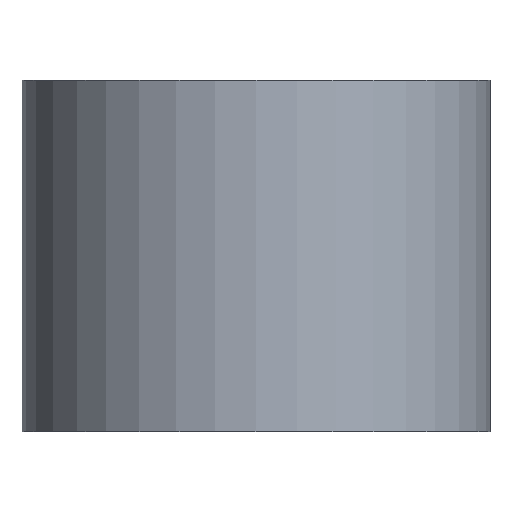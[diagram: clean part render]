
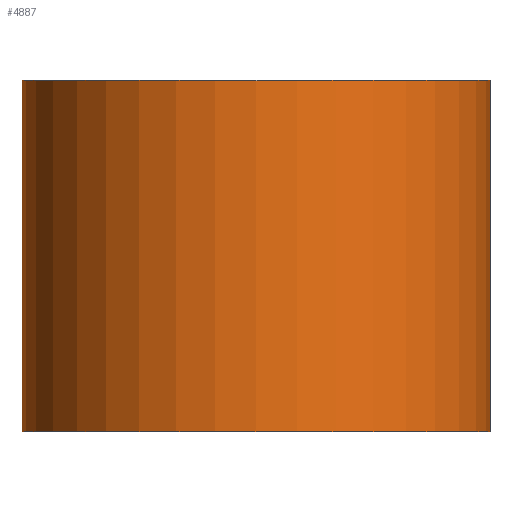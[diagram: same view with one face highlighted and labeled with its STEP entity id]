
A CAD part, front view. The second image highlights one B-rep face of the part: STEP entity #4887.
In plain terms, the highlighted cylindrical face has radius 11 mm (diameter 22 mm), a partial arc.
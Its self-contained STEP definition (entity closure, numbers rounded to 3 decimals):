
#208 = CARTESIAN_POINT ( 'NONE',  ( 0., 0., -30.75 ) ) ;
#338 = AXIS2_PLACEMENT_3D ( 'NONE', #4496, #353, #2195 ) ;
#353 = DIRECTION ( 'NONE',  ( 0., 0., 1. ) ) ;
#769 = LINE ( 'NONE', #2607, #5267 ) ;
#801 = FACE_OUTER_BOUND ( 'NONE', #4847, .T. ) ;
#836 = CARTESIAN_POINT ( 'NONE',  ( 11., 0., -61.863 ) ) ;
#890 = CARTESIAN_POINT ( 'NONE',  ( 11., 0., -14.25 ) ) ;
#1196 = DIRECTION ( 'NONE',  ( 1., 0., 0. ) ) ;
#1424 = VERTEX_POINT ( 'NONE', #890 ) ;
#1495 = ORIENTED_EDGE ( 'NONE', *, *, #5146, .F. ) ;
#1681 = AXIS2_PLACEMENT_3D ( 'NONE', #208, #2046, #3896 ) ;
#2046 = DIRECTION ( 'NONE',  ( 0., 0., 1. ) ) ;
#2195 = DIRECTION ( 'NONE',  ( 1., 0., 0. ) ) ;
#2369 = CARTESIAN_POINT ( 'NONE',  ( 11., 0., -30.75 ) ) ;
#2606 = VERTEX_POINT ( 'NONE', #4144 ) ;
#2607 = CARTESIAN_POINT ( 'NONE',  ( -11., 0., -61.863 ) ) ;
#2643 = CYLINDRICAL_SURFACE ( 'NONE', #338, 11. ) ;
#2673 = DIRECTION ( 'NONE',  ( 0., 0., 1. ) ) ;
#2832 = ORIENTED_EDGE ( 'NONE', *, *, #4953, .T. ) ;
#2843 = AXIS2_PLACEMENT_3D ( 'NONE', #3492, #5348, #1196 ) ;
#2887 = VERTEX_POINT ( 'NONE', #2369 ) ;
#2911 = ORIENTED_EDGE ( 'NONE', *, *, #5761, .F. ) ;
#3092 = CARTESIAN_POINT ( 'NONE',  ( -11., 0., -14.25 ) ) ;
#3492 = CARTESIAN_POINT ( 'NONE',  ( 0., 0., -14.25 ) ) ;
#3708 = VECTOR ( 'NONE', #2673, 1000. ) ;
#3775 = ORIENTED_EDGE ( 'NONE', *, *, #4142, .T. ) ;
#3896 = DIRECTION ( 'NONE',  ( -1., 0., 0. ) ) ;
#4142 = EDGE_CURVE ( 'NONE', #2606, #2887, #4296, .T. ) ;
#4144 = CARTESIAN_POINT ( 'NONE',  ( -11., 0., -30.75 ) ) ;
#4296 = CIRCLE ( 'NONE', #1681, 11. ) ;
#4397 = VERTEX_POINT ( 'NONE', #3092 ) ;
#4459 = DIRECTION ( 'NONE',  ( 0., 0., 1. ) ) ;
#4496 = CARTESIAN_POINT ( 'NONE',  ( 0., 0., -61.863 ) ) ;
#4847 = EDGE_LOOP ( 'NONE', ( #1495, #3775, #2832, #2911 ) ) ;
#4887 = ADVANCED_FACE ( 'NONE', ( #801 ), #2643, .T. ) ;
#4953 = EDGE_CURVE ( 'NONE', #2887, #1424, #4981, .T. ) ;
#4981 = LINE ( 'NONE', #836, #3708 ) ;
#5146 = EDGE_CURVE ( 'NONE', #2606, #4397, #769, .T. ) ;
#5267 = VECTOR ( 'NONE', #4459, 1000. ) ;
#5348 = DIRECTION ( 'NONE',  ( 0., 0., 1. ) ) ;
#5460 = CIRCLE ( 'NONE', #2843, 11. ) ;
#5761 = EDGE_CURVE ( 'NONE', #4397, #1424, #5460, .T. ) ;
